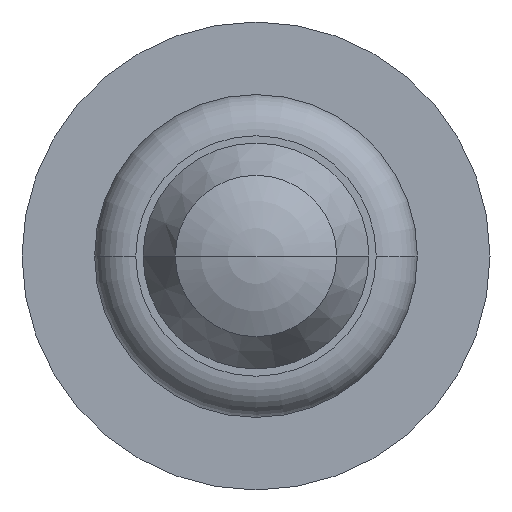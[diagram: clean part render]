
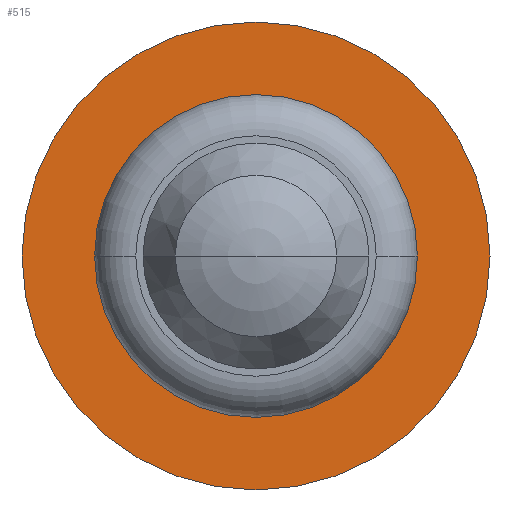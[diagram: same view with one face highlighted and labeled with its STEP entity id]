
A CAD part, left-side view. The second image highlights one B-rep face of the part: STEP entity #515.
In plain terms, the highlighted planar face has unit normal (-1, 0, 0).
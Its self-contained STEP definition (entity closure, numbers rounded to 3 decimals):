
#375 = CYLINDRICAL_SURFACE('',#376,1.45);
#376 = AXIS2_PLACEMENT_3D('',#377,#378,#379);
#377 = CARTESIAN_POINT('',(-17.437,-67.253,1.));
#378 = DIRECTION('',(-1.,-0.,-0.));
#379 = DIRECTION('',(0.,1.,0.));
#433 = EDGE_CURVE('',#434,#436,#438,.T.);
#434 = VERTEX_POINT('',#435);
#435 = CARTESIAN_POINT('',(-17.762,-68.703,1.));
#436 = VERTEX_POINT('',#437);
#437 = CARTESIAN_POINT('',(-17.762,-65.803,1.));
#438 = SURFACE_CURVE('',#439,(#444,#451),.PCURVE_S1.);
#439 = CIRCLE('',#440,1.45);
#440 = AXIS2_PLACEMENT_3D('',#441,#442,#443);
#441 = CARTESIAN_POINT('',(-17.762,-67.253,1.));
#442 = DIRECTION('',(1.,0.,0.));
#443 = DIRECTION('',(0.,1.,0.));
#444 = PCURVE('',#375,#445);
#445 = DEFINITIONAL_REPRESENTATION('',(#446),#450);
#446 = LINE('',#447,#448);
#447 = CARTESIAN_POINT('',(6.283,0.325));
#448 = VECTOR('',#449,1.);
#449 = DIRECTION('',(-1.,0.));
#450 = ( GEOMETRIC_REPRESENTATION_CONTEXT(2) 
PARAMETRIC_REPRESENTATION_CONTEXT() REPRESENTATION_CONTEXT('2D SPACE',''
  ) );
#451 = PCURVE('',#452,#457);
#452 = PLANE('',#453);
#453 = AXIS2_PLACEMENT_3D('',#454,#455,#456);
#454 = CARTESIAN_POINT('',(-17.762,-66.028,1.));
#455 = DIRECTION('',(-1.,-0.,-0.));
#456 = DIRECTION('',(0.,1.,0.));
#457 = DEFINITIONAL_REPRESENTATION('',(#458),#466);
#458 = ( BOUNDED_CURVE() B_SPLINE_CURVE(2,(#459,#460,#461,#462,#463,#464
,#465),.UNSPECIFIED.,.T.,.F.) B_SPLINE_CURVE_WITH_KNOTS((1,2,2,2,2,1),(
    -2.094,0.,2.094,4.189,6.283,
8.378),.UNSPECIFIED.) CURVE() GEOMETRIC_REPRESENTATION_ITEM() 
RATIONAL_B_SPLINE_CURVE((1.,0.5,1.,0.5,1.,0.5,1.)) REPRESENTATION_ITEM(
  '') );
#459 = CARTESIAN_POINT('',(0.225,0.));
#460 = CARTESIAN_POINT('',(0.225,-2.511));
#461 = CARTESIAN_POINT('',(-1.95,-1.256));
#462 = CARTESIAN_POINT('',(-4.125,0.));
#463 = CARTESIAN_POINT('',(-1.95,1.256));
#464 = CARTESIAN_POINT('',(0.225,2.511));
#465 = CARTESIAN_POINT('',(0.225,0.));
#466 = ( GEOMETRIC_REPRESENTATION_CONTEXT(2) 
PARAMETRIC_REPRESENTATION_CONTEXT() REPRESENTATION_CONTEXT('2D SPACE',''
  ) );
#482 = CYLINDRICAL_SURFACE('',#483,1.45);
#483 = AXIS2_PLACEMENT_3D('',#484,#485,#486);
#484 = CARTESIAN_POINT('',(-17.437,-67.253,1.));
#485 = DIRECTION('',(-1.,-0.,-0.));
#486 = DIRECTION('',(0.,1.,0.));
#515 = ADVANCED_FACE('',(#516,#584),#452,.T.);
#516 = FACE_BOUND('',#517,.T.);
#517 = EDGE_LOOP('',(#518,#553));
#518 = ORIENTED_EDGE('',*,*,#519,.T.);
#519 = EDGE_CURVE('',#520,#522,#524,.T.);
#520 = VERTEX_POINT('',#521);
#521 = CARTESIAN_POINT('',(-17.762,-68.253,1.));
#522 = VERTEX_POINT('',#523);
#523 = CARTESIAN_POINT('',(-17.762,-66.253,1.));
#524 = SURFACE_CURVE('',#525,(#530,#541),.PCURVE_S1.);
#525 = CIRCLE('',#526,1.);
#526 = AXIS2_PLACEMENT_3D('',#527,#528,#529);
#527 = CARTESIAN_POINT('',(-17.762,-67.253,1.));
#528 = DIRECTION('',(1.,0.,0.));
#529 = DIRECTION('',(0.,1.,0.));
#530 = PCURVE('',#452,#531);
#531 = DEFINITIONAL_REPRESENTATION('',(#532),#540);
#532 = ( BOUNDED_CURVE() B_SPLINE_CURVE(2,(#533,#534,#535,#536,#537,#538
,#539),.UNSPECIFIED.,.T.,.F.) B_SPLINE_CURVE_WITH_KNOTS((1,2,2,2,2,1),(
    -2.094,0.,2.094,4.189,6.283,
8.378),.UNSPECIFIED.) CURVE() GEOMETRIC_REPRESENTATION_ITEM() 
RATIONAL_B_SPLINE_CURVE((1.,0.5,1.,0.5,1.,0.5,1.)) REPRESENTATION_ITEM(
  '') );
#533 = CARTESIAN_POINT('',(-0.225,0.));
#534 = CARTESIAN_POINT('',(-0.225,-1.732));
#535 = CARTESIAN_POINT('',(-1.725,-0.866));
#536 = CARTESIAN_POINT('',(-3.225,0.));
#537 = CARTESIAN_POINT('',(-1.725,0.866));
#538 = CARTESIAN_POINT('',(-0.225,1.732));
#539 = CARTESIAN_POINT('',(-0.225,0.));
#540 = ( GEOMETRIC_REPRESENTATION_CONTEXT(2) 
PARAMETRIC_REPRESENTATION_CONTEXT() REPRESENTATION_CONTEXT('2D SPACE',''
  ) );
#541 = PCURVE('',#542,#547);
#542 = CYLINDRICAL_SURFACE('',#543,1.);
#543 = AXIS2_PLACEMENT_3D('',#544,#545,#546);
#544 = CARTESIAN_POINT('',(-20.287,-67.253,1.));
#545 = DIRECTION('',(-1.,-0.,-0.));
#546 = DIRECTION('',(0.,1.,0.));
#547 = DEFINITIONAL_REPRESENTATION('',(#548),#552);
#548 = LINE('',#549,#550);
#549 = CARTESIAN_POINT('',(6.283,-2.525));
#550 = VECTOR('',#551,1.);
#551 = DIRECTION('',(-1.,0.));
#552 = ( GEOMETRIC_REPRESENTATION_CONTEXT(2) 
PARAMETRIC_REPRESENTATION_CONTEXT() REPRESENTATION_CONTEXT('2D SPACE',''
  ) );
#553 = ORIENTED_EDGE('',*,*,#554,.T.);
#554 = EDGE_CURVE('',#522,#520,#555,.T.);
#555 = SURFACE_CURVE('',#556,(#561,#572),.PCURVE_S1.);
#556 = CIRCLE('',#557,1.);
#557 = AXIS2_PLACEMENT_3D('',#558,#559,#560);
#558 = CARTESIAN_POINT('',(-17.762,-67.253,1.));
#559 = DIRECTION('',(1.,0.,0.));
#560 = DIRECTION('',(0.,1.,0.));
#561 = PCURVE('',#452,#562);
#562 = DEFINITIONAL_REPRESENTATION('',(#563),#571);
#563 = ( BOUNDED_CURVE() B_SPLINE_CURVE(2,(#564,#565,#566,#567,#568,#569
,#570),.UNSPECIFIED.,.T.,.F.) B_SPLINE_CURVE_WITH_KNOTS((1,2,2,2,2,1),(
    -2.094,0.,2.094,4.189,6.283,
8.378),.UNSPECIFIED.) CURVE() GEOMETRIC_REPRESENTATION_ITEM() 
RATIONAL_B_SPLINE_CURVE((1.,0.5,1.,0.5,1.,0.5,1.)) REPRESENTATION_ITEM(
  '') );
#564 = CARTESIAN_POINT('',(-0.225,0.));
#565 = CARTESIAN_POINT('',(-0.225,-1.732));
#566 = CARTESIAN_POINT('',(-1.725,-0.866));
#567 = CARTESIAN_POINT('',(-3.225,0.));
#568 = CARTESIAN_POINT('',(-1.725,0.866));
#569 = CARTESIAN_POINT('',(-0.225,1.732));
#570 = CARTESIAN_POINT('',(-0.225,0.));
#571 = ( GEOMETRIC_REPRESENTATION_CONTEXT(2) 
PARAMETRIC_REPRESENTATION_CONTEXT() REPRESENTATION_CONTEXT('2D SPACE',''
  ) );
#572 = PCURVE('',#573,#578);
#573 = CYLINDRICAL_SURFACE('',#574,1.);
#574 = AXIS2_PLACEMENT_3D('',#575,#576,#577);
#575 = CARTESIAN_POINT('',(-20.287,-67.253,1.));
#576 = DIRECTION('',(-1.,-0.,-0.));
#577 = DIRECTION('',(0.,1.,0.));
#578 = DEFINITIONAL_REPRESENTATION('',(#579),#583);
#579 = LINE('',#580,#581);
#580 = CARTESIAN_POINT('',(6.283,-2.525));
#581 = VECTOR('',#582,1.);
#582 = DIRECTION('',(-1.,0.));
#583 = ( GEOMETRIC_REPRESENTATION_CONTEXT(2) 
PARAMETRIC_REPRESENTATION_CONTEXT() REPRESENTATION_CONTEXT('2D SPACE',''
  ) );
#584 = FACE_BOUND('',#585,.T.);
#585 = EDGE_LOOP('',(#586,#587));
#586 = ORIENTED_EDGE('',*,*,#433,.F.);
#587 = ORIENTED_EDGE('',*,*,#588,.F.);
#588 = EDGE_CURVE('',#436,#434,#589,.T.);
#589 = SURFACE_CURVE('',#590,(#595,#606),.PCURVE_S1.);
#590 = CIRCLE('',#591,1.45);
#591 = AXIS2_PLACEMENT_3D('',#592,#593,#594);
#592 = CARTESIAN_POINT('',(-17.762,-67.253,1.));
#593 = DIRECTION('',(1.,0.,0.));
#594 = DIRECTION('',(0.,1.,0.));
#595 = PCURVE('',#452,#596);
#596 = DEFINITIONAL_REPRESENTATION('',(#597),#605);
#597 = ( BOUNDED_CURVE() B_SPLINE_CURVE(2,(#598,#599,#600,#601,#602,#603
,#604),.UNSPECIFIED.,.T.,.F.) B_SPLINE_CURVE_WITH_KNOTS((1,2,2,2,2,1),(
    -2.094,0.,2.094,4.189,6.283,
8.378),.UNSPECIFIED.) CURVE() GEOMETRIC_REPRESENTATION_ITEM() 
RATIONAL_B_SPLINE_CURVE((1.,0.5,1.,0.5,1.,0.5,1.)) REPRESENTATION_ITEM(
  '') );
#598 = CARTESIAN_POINT('',(0.225,0.));
#599 = CARTESIAN_POINT('',(0.225,-2.511));
#600 = CARTESIAN_POINT('',(-1.95,-1.256));
#601 = CARTESIAN_POINT('',(-4.125,0.));
#602 = CARTESIAN_POINT('',(-1.95,1.256));
#603 = CARTESIAN_POINT('',(0.225,2.511));
#604 = CARTESIAN_POINT('',(0.225,0.));
#605 = ( GEOMETRIC_REPRESENTATION_CONTEXT(2) 
PARAMETRIC_REPRESENTATION_CONTEXT() REPRESENTATION_CONTEXT('2D SPACE',''
  ) );
#606 = PCURVE('',#482,#607);
#607 = DEFINITIONAL_REPRESENTATION('',(#608),#612);
#608 = LINE('',#609,#610);
#609 = CARTESIAN_POINT('',(6.283,0.325));
#610 = VECTOR('',#611,1.);
#611 = DIRECTION('',(-1.,0.));
#612 = ( GEOMETRIC_REPRESENTATION_CONTEXT(2) 
PARAMETRIC_REPRESENTATION_CONTEXT() REPRESENTATION_CONTEXT('2D SPACE',''
  ) );
